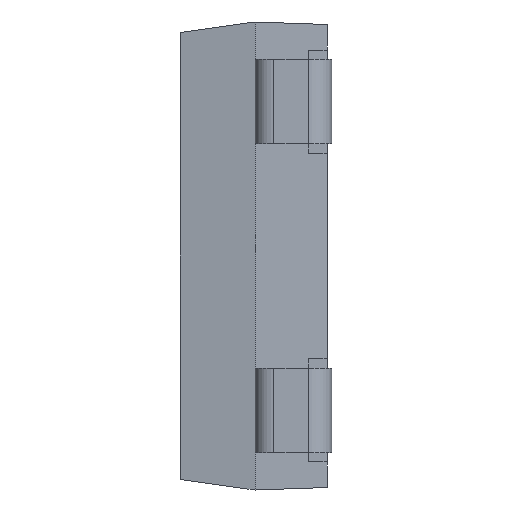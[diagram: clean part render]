
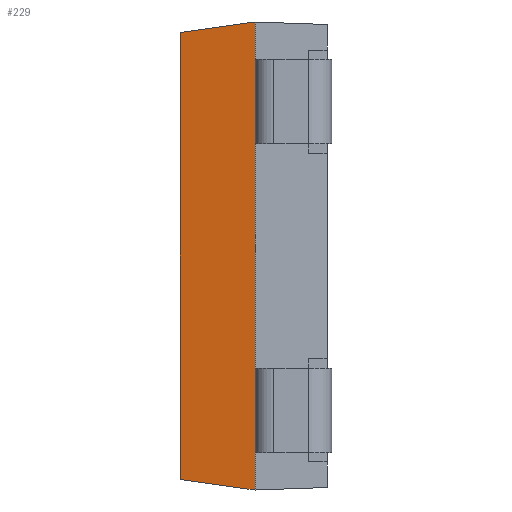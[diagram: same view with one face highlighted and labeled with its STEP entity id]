
A CAD part, left-side view. The second image highlights one B-rep face of the part: STEP entity #229.
In plain terms, the highlighted planar face has unit normal (-0.99, 0.139, 0).
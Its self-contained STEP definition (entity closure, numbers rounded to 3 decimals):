
#125 = VECTOR ( 'NONE', #703, 1000. ) ;
#185 = EDGE_LOOP ( 'NONE', ( #2388, #1603, #369, #1980 ) ) ;
#226 = CARTESIAN_POINT ( 'NONE',  ( -2.5, 0.82, 2.5 ) ) ;
#229 = ADVANCED_FACE ( 'NONE', ( #1997 ), #1413, .T. ) ;
#232 = VECTOR ( 'NONE', #2597, 1000. ) ;
#321 = VERTEX_POINT ( 'NONE', #631 ) ;
#326 = VERTEX_POINT ( 'NONE', #226 ) ;
#327 = CARTESIAN_POINT ( 'NONE',  ( -2.388, 1.62, 2.5 ) ) ;
#355 = VECTOR ( 'NONE', #2365, 1000. ) ;
#368 = VERTEX_POINT ( 'NONE', #1047 ) ;
#369 = ORIENTED_EDGE ( 'NONE', *, *, #1072, .T. ) ;
#436 = CARTESIAN_POINT ( 'NONE',  ( -2.388, 1.62, 0. ) ) ;
#500 = VERTEX_POINT ( 'NONE', #1545 ) ;
#509 = AXIS2_PLACEMENT_3D ( 'NONE', #436, #1615, #1190 ) ;
#537 = EDGE_CURVE ( 'NONE', #326, #321, #780, .T. ) ;
#631 = CARTESIAN_POINT ( 'NONE',  ( -2.5, 0.82, -2.5 ) ) ;
#703 = DIRECTION ( 'NONE',  ( -0.138, -0.981, -0.138 ) ) ;
#766 = DIRECTION ( 'NONE',  ( 0., 0., 1. ) ) ;
#780 = LINE ( 'NONE', #2537, #232 ) ;
#1001 = LINE ( 'NONE', #327, #2317 ) ;
#1047 = CARTESIAN_POINT ( 'NONE',  ( -2.388, 1.62, 2.388 ) ) ;
#1058 = LINE ( 'NONE', #2147, #355 ) ;
#1072 = EDGE_CURVE ( 'NONE', #326, #368, #1058, .T. ) ;
#1156 = EDGE_CURVE ( 'NONE', #500, #321, #1790, .T. ) ;
#1190 = DIRECTION ( 'NONE',  ( 0., 0., -1. ) ) ;
#1413 = PLANE ( 'NONE',  #509 ) ;
#1542 = CARTESIAN_POINT ( 'NONE',  ( -2.342, 1.943, -2.342 ) ) ;
#1545 = CARTESIAN_POINT ( 'NONE',  ( -2.388, 1.62, -2.388 ) ) ;
#1603 = ORIENTED_EDGE ( 'NONE', *, *, #537, .F. ) ;
#1615 = DIRECTION ( 'NONE',  ( -0.99, 0.139, 0. ) ) ;
#1790 = LINE ( 'NONE', #1542, #125 ) ;
#1839 = EDGE_CURVE ( 'NONE', #500, #368, #1001, .T. ) ;
#1980 = ORIENTED_EDGE ( 'NONE', *, *, #1839, .F. ) ;
#1997 = FACE_OUTER_BOUND ( 'NONE', #185, .T. ) ;
#2147 = CARTESIAN_POINT ( 'NONE',  ( -2.342, 1.943, 2.342 ) ) ;
#2317 = VECTOR ( 'NONE', #766, 1000. ) ;
#2365 = DIRECTION ( 'NONE',  ( 0.138, 0.981, -0.138 ) ) ;
#2388 = ORIENTED_EDGE ( 'NONE', *, *, #1156, .T. ) ;
#2537 = CARTESIAN_POINT ( 'NONE',  ( -2.5, 0.82, 0. ) ) ;
#2597 = DIRECTION ( 'NONE',  ( 0., 0., -1. ) ) ;
